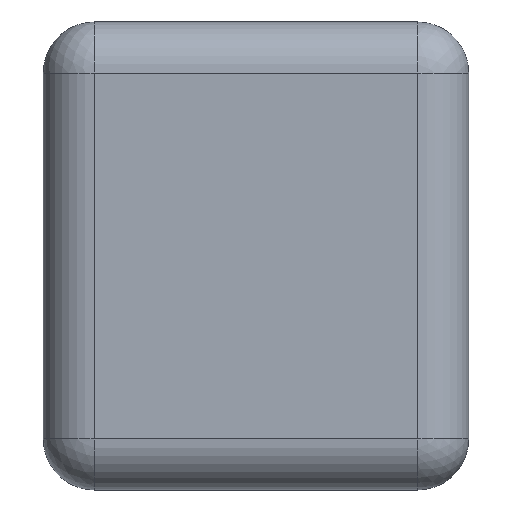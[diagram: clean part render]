
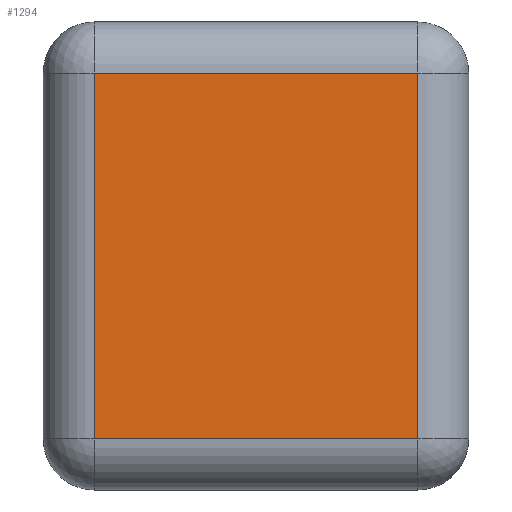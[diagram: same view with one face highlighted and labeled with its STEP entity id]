
A CAD part, front view. The second image highlights one B-rep face of the part: STEP entity #1294.
In plain terms, the highlighted planar face has unit normal (0, -1, 0).
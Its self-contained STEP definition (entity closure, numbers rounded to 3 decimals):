
#481=DIRECTION('',(0.,0.,-1.));
#482=VECTOR('',#481,2.15);
#483=CARTESIAN_POINT('',(-0.95,-1.6,2.45));
#484=LINE('',#483,#482);
#488=DIRECTION('',(1.,0.,0.));
#489=VECTOR('',#488,1.9);
#490=CARTESIAN_POINT('',(-0.95,-1.6,2.45));
#491=LINE('',#490,#489);
#495=DIRECTION('',(0.,0.,-1.));
#496=VECTOR('',#495,2.15);
#497=CARTESIAN_POINT('',(0.95,-1.6,2.45));
#498=LINE('',#497,#496);
#502=DIRECTION('',(-1.,0.,0.));
#503=VECTOR('',#502,1.9);
#504=CARTESIAN_POINT('',(0.95,-1.6,0.3));
#505=LINE('',#504,#503);
#801=CARTESIAN_POINT('',(-0.95,-1.6,2.45));
#802=CARTESIAN_POINT('',(-0.95,-1.6,0.3));
#803=VERTEX_POINT('',#801);
#804=VERTEX_POINT('',#802);
#813=CARTESIAN_POINT('',(0.95,-1.6,2.45));
#814=VERTEX_POINT('',#813);
#825=CARTESIAN_POINT('',(0.95,-1.6,0.3));
#826=VERTEX_POINT('',#825);
#1280=CARTESIAN_POINT('',(-1.25,-1.6,0.));
#1281=DIRECTION('',(0.,-1.,0.));
#1282=DIRECTION('',(1.,0.,0.));
#1283=AXIS2_PLACEMENT_3D('',#1280,#1281,#1282);
#1284=PLANE('',#1283);
#1286=ORIENTED_EDGE('',*,*,#1285,.F.);
#1288=ORIENTED_EDGE('',*,*,#1287,.T.);
#1290=ORIENTED_EDGE('',*,*,#1289,.T.);
#1291=ORIENTED_EDGE('',*,*,#1271,.T.);
#1292=EDGE_LOOP('',(#1286,#1288,#1290,#1291));
#1293=FACE_OUTER_BOUND('',#1292,.F.);
#1294=ADVANCED_FACE('',(#1293),#1284,.T.);
#1271=EDGE_CURVE('',#826,#804,#505,.T.);
#1285=EDGE_CURVE('',#803,#804,#484,.T.);
#1287=EDGE_CURVE('',#803,#814,#491,.T.);
#1289=EDGE_CURVE('',#814,#826,#498,.T.);
